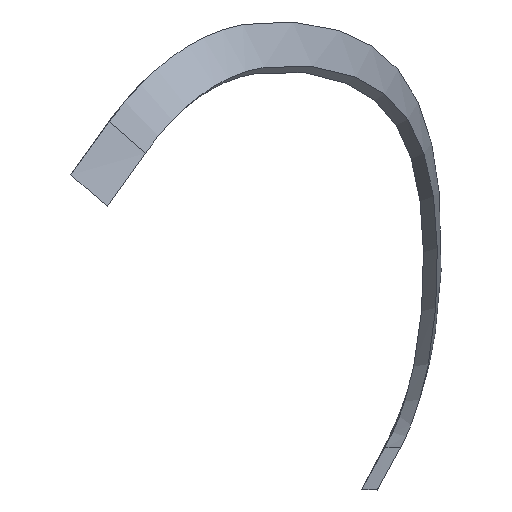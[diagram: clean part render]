
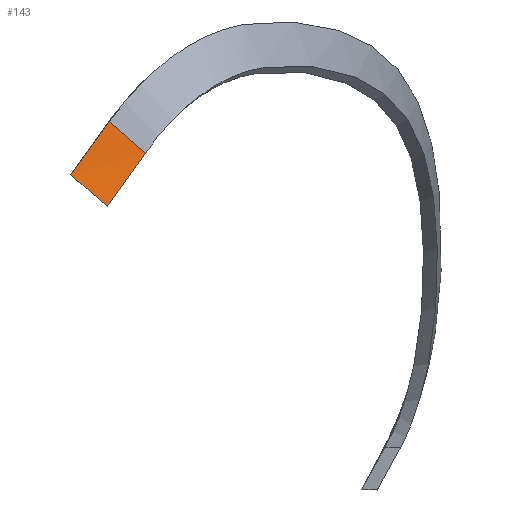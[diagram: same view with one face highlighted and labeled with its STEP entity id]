
A CAD part, left-side view. The second image highlights one B-rep face of the part: STEP entity #143.
In plain terms, the highlighted free-form (B-spline) face has degree [1, 2] with [2, 5] control points.
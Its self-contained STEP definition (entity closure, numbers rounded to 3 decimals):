
#12 = CARTESIAN_POINT ( 'NONE',  ( -103.272, 118.303, 183.869 ) ) ;
#31 = VERTEX_POINT ( 'NONE', #181 ) ;
#67 = EDGE_CURVE ( 'NONE', #239, #391, #771, .T. ) ;
#102 = CARTESIAN_POINT ( 'NONE',  ( -103.641, 125.376, 190.018 ) ) ;
#105 = CARTESIAN_POINT ( 'NONE',  ( -101.563, 117.88, 200.418 ) ) ;
#127 = CARTESIAN_POINT ( 'NONE',  ( -90.574, 78.304, 255.202 ) ) ;
#130 = EDGE_CURVE ( 'NONE', #731, #31, #547, .T. ) ;
#132 = CARTESIAN_POINT ( 'NONE',  ( -99.297, 109.707, 211.764 ) ) ;
#136 = CARTESIAN_POINT ( 'NONE',  ( -93.32, 87.186, 227.249 ) ) ;
#143 = ADVANCED_FACE ( 'NONE', ( #280 ), #412, .T. ) ;
#165 = CARTESIAN_POINT ( 'NONE',  ( -103.641, 125.376, 190.018 ) ) ;
#180 = CARTESIAN_POINT ( 'NONE',  ( -100.894, 110.854, 194.239 ) ) ;
#181 = CARTESIAN_POINT ( 'NONE',  ( -103.272, 118.303, 183.869 ) ) ;
#197 = CARTESIAN_POINT ( 'NONE',  ( -101.563, 117.88, 200.418 ) ) ;
#227 = DIRECTION ( 'NONE',  ( 0.071, -0.749, -0.659 ) ) ;
#239 = VERTEX_POINT ( 'NONE', #197 ) ;
#248 = EDGE_LOOP ( 'NONE', ( #774, #559, #345, #396 ) ) ;
#250 = CARTESIAN_POINT ( 'NONE',  ( -103.641, 125.376, 190.018 ) ) ;
#268 = CARTESIAN_POINT ( 'NONE',  ( -102.603, 121.632, 195.214 ) ) ;
#269 = CARTESIAN_POINT ( 'NONE',  ( -102.084, 114.581, 189.049 ) ) ;
#280 = FACE_OUTER_BOUND ( 'NONE', #248, .T. ) ;
#324 = VECTOR ( 'NONE', #227, 1000. ) ;
#329 = CARTESIAN_POINT ( 'NONE',  ( -103.272, 118.303, 183.869 ) ) ;
#342 = CARTESIAN_POINT ( 'NONE',  ( -103.641, 125.376, 190.018 ) ) ;
#345 = ORIENTED_EDGE ( 'NONE', *, *, #130, .T. ) ;
#386 = CARTESIAN_POINT ( 'NONE',  ( -88.34, 71.646, 248.951 ) ) ;
#391 = VERTEX_POINT ( 'NONE', #760 ) ;
#396 = ORIENTED_EDGE ( 'NONE', *, *, #754, .T. ) ;
#412 =( BOUNDED_SURFACE ( )  B_SPLINE_SURFACE ( 1, 2, ( 
 ( #250, #132, #519, #127, #694 ),
 ( #12, #573, #136, #386, #747 ) ),
 .UNSPECIFIED., .F., .F., .F. ) 
 B_SPLINE_SURFACE_WITH_KNOTS ( ( 2, 2 ),
 ( 3, 2, 3 ),
 ( 0., 1. ),
 ( 0., 0.5, 1. ),
 .UNSPECIFIED. ) 
 GEOMETRIC_REPRESENTATION_ITEM ( )  RATIONAL_B_SPLINE_SURFACE ( (
 ( 1., 0.998, 1., 0.998, 1.),
 ( 1., 0.998, 1., 0.998, 1.) ) ) 
 REPRESENTATION_ITEM ( '' )  SURFACE ( )  );
#519 = CARTESIAN_POINT ( 'NONE',  ( -94.936, 94.005, 233.483 ) ) ;
#546 =( BOUNDED_CURVE ( )  B_SPLINE_CURVE ( 2, ( #342, #268, #763 ),
 .UNSPECIFIED., .F., .F. ) 
 B_SPLINE_CURVE_WITH_KNOTS ( ( 3, 3 ),
 ( 0., 0.12 ),
 .UNSPECIFIED. ) 
 CURVE ( )  GEOMETRIC_REPRESENTATION_ITEM ( )  RATIONAL_B_SPLINE_CURVE ( ( 1., 0.999, 0.999 ) ) 
 REPRESENTATION_ITEM ( '' )  );
#547 = LINE ( 'NONE', #102, #764 ) ;
#559 = ORIENTED_EDGE ( 'NONE', *, *, #632, .F. ) ;
#573 = CARTESIAN_POINT ( 'NONE',  ( -98.3, 102.726, 205.547 ) ) ;
#632 = EDGE_CURVE ( 'NONE', #731, #239, #546, .T. ) ;
#689 =( BOUNDED_CURVE ( )  B_SPLINE_CURVE ( 2, ( #329, #269, #180 ),
 .UNSPECIFIED., .F., .T. ) 
 B_SPLINE_CURVE_WITH_KNOTS ( ( 3, 3 ),
 ( 0., 0.12 ),
 .UNSPECIFIED. ) 
 CURVE ( )  GEOMETRIC_REPRESENTATION_ITEM ( )  RATIONAL_B_SPLINE_CURVE ( ( 1., 0.999, 0.999 ) ) 
 REPRESENTATION_ITEM ( '' )  );
#694 = CARTESIAN_POINT ( 'NONE',  ( -86.189, 62.572, 276.894 ) ) ;
#731 = VERTEX_POINT ( 'NONE', #165 ) ;
#747 = CARTESIAN_POINT ( 'NONE',  ( -83.359, 56.142, 270.678 ) ) ;
#754 = EDGE_CURVE ( 'NONE', #31, #391, #689, .T. ) ;
#760 = CARTESIAN_POINT ( 'NONE',  ( -100.894, 110.854, 194.239 ) ) ;
#763 = CARTESIAN_POINT ( 'NONE',  ( -101.563, 117.88, 200.418 ) ) ;
#764 = VECTOR ( 'NONE', #785, 1000. ) ;
#771 = LINE ( 'NONE', #105, #324 ) ;
#774 = ORIENTED_EDGE ( 'NONE', *, *, #67, .F. ) ;
#785 = DIRECTION ( 'NONE',  ( 0.039, -0.754, -0.656 ) ) ;
